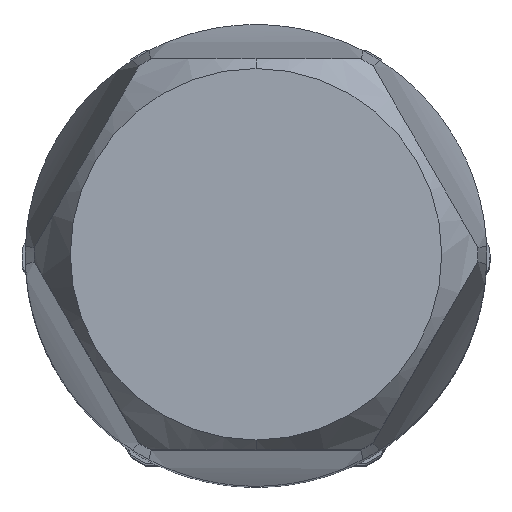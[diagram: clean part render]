
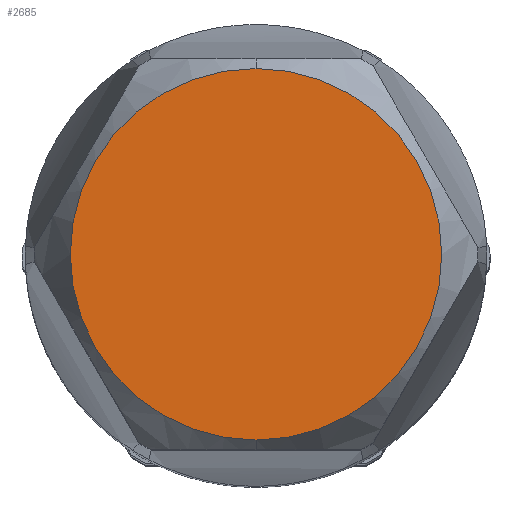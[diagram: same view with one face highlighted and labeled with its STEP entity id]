
A CAD part, top view. The second image highlights one B-rep face of the part: STEP entity #2685.
In plain terms, the highlighted planar face has unit normal (0, 0, 1).
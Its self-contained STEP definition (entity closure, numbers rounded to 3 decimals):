
#1381=CARTESIAN_POINT('',(0.,0.,49.));
#1382=DIRECTION('',(0.,0.,-1.));
#1383=DIRECTION('',(0.,1.,0.));
#1384=AXIS2_PLACEMENT_3D('',#1381,#1382,#1383);
#1386=CARTESIAN_POINT('',(0.,0.,49.));
#1387=DIRECTION('',(0.,0.,-1.));
#1388=DIRECTION('',(0.,-1.,0.));
#1389=AXIS2_PLACEMENT_3D('',#1386,#1387,#1388);
#1473=CARTESIAN_POINT('',(0.,2.85,49.));
#1474=CARTESIAN_POINT('',(0.,-2.85,49.));
#1475=VERTEX_POINT('',#1473);
#1476=VERTEX_POINT('',#1474);
#2676=CARTESIAN_POINT('',(0.,0.,49.));
#2677=DIRECTION('',(0.,0.,1.));
#2678=DIRECTION('',(0.,1.,0.));
#2679=AXIS2_PLACEMENT_3D('',#2676,#2677,#2678);
#2680=PLANE('',#2679);
#2681=ORIENTED_EDGE('',*,*,#2449,.T.);
#2682=ORIENTED_EDGE('',*,*,#2644,.T.);
#2683=EDGE_LOOP('',(#2681,#2682));
#2684=FACE_OUTER_BOUND('',#2683,.F.);
#2685=ADVANCED_FACE('',(#2684),#2680,.T.);
#1385=CIRCLE('',#1384,2.85);
#1390=CIRCLE('',#1389,2.85);
#2449=EDGE_CURVE('',#1475,#1476,#1385,.T.);
#2644=EDGE_CURVE('',#1476,#1475,#1390,.T.);
